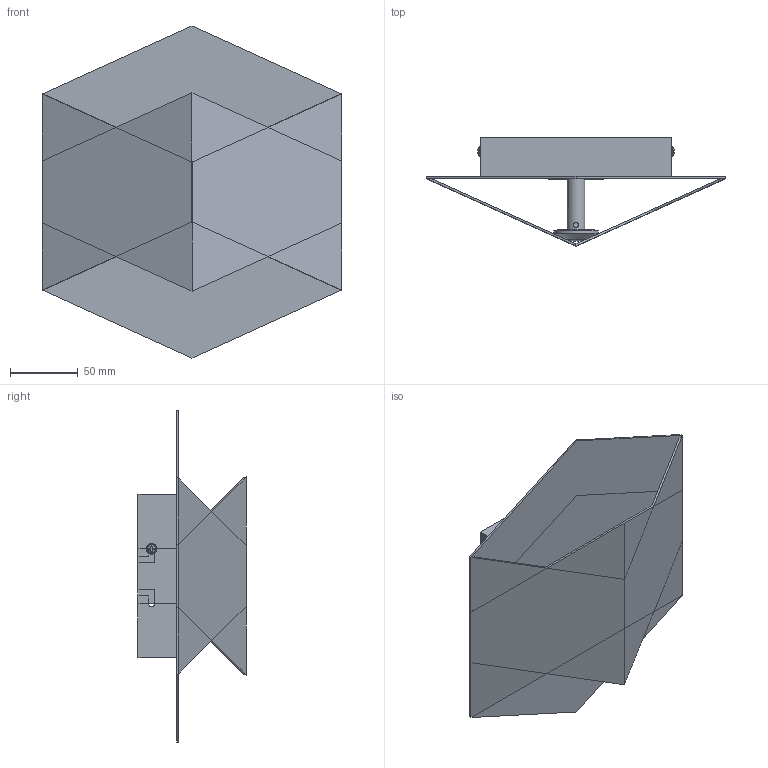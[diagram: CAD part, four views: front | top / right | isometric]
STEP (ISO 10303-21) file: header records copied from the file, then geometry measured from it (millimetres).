
FILE_DESCRIPTION(('CATIA V5 STEP Exchange','CAx-IF Rec.Pracs.--- Model Styling and Organization---1.4--- 2014-01-23','CAx-IF Rec.Pracs.---3D Tessellated Data Validation Properties---0.5---2014-09-14'),'2;1');
FILE_NAME('GW-1101-1.stp','2023-03-20T05:46:43+00:00',('none'),('none'),'CATIA Version 5-6 Release 2018','CATIA V5 STEP AP242','none');
FILE_SCHEMA(('AP242_MANAGED_MODEL_BASED_3D_ENGINEERING_MIM_LF {1 0 10303 442 1 1 4}'));
Length unit declared in the file: millimetre
Products named in the file (13): Product3; 灯体; 3M; 地线儿; Product1; 铝棒; 光源板; LED光源; M10X15牙管; 电器; M10螺母; 常规挂板; 十字圆头带介机丝.1
Assembly tree (14 placements, depth 3):
  Product3
    灯体
    3M
    地线儿
    Product1
      铝棒
      光源板
      灯体
    LED光源
    M10X15牙管
    电器
    M10螺母
    常规挂板
    十字圆头带介机丝.1  x2
Bounding box: 220 x 79.5 x 244.26 mm (x, y, z)
Volume: 237184.6 mm3; surface area: 293976.2 mm2
Topology: 29 solids, 29 shells, 651 faces, 1736 edges, 1147 vertices
Faces by surface type: cylinder 326, plane 273, bspline 18, torus 18, cone 10, sphere 6
Entity records: 31373 total; most frequent: CARTESIAN_POINT 19397, ORIENTED_EDGE 2846, DIRECTION 1617, EDGE_CURVE 1423, VERTEX_POINT 942, B_SPLINE_CURVE_WITH_KNOTS 665, AXIS2_PLACEMENT_3D 632, EDGE_LOOP 571
